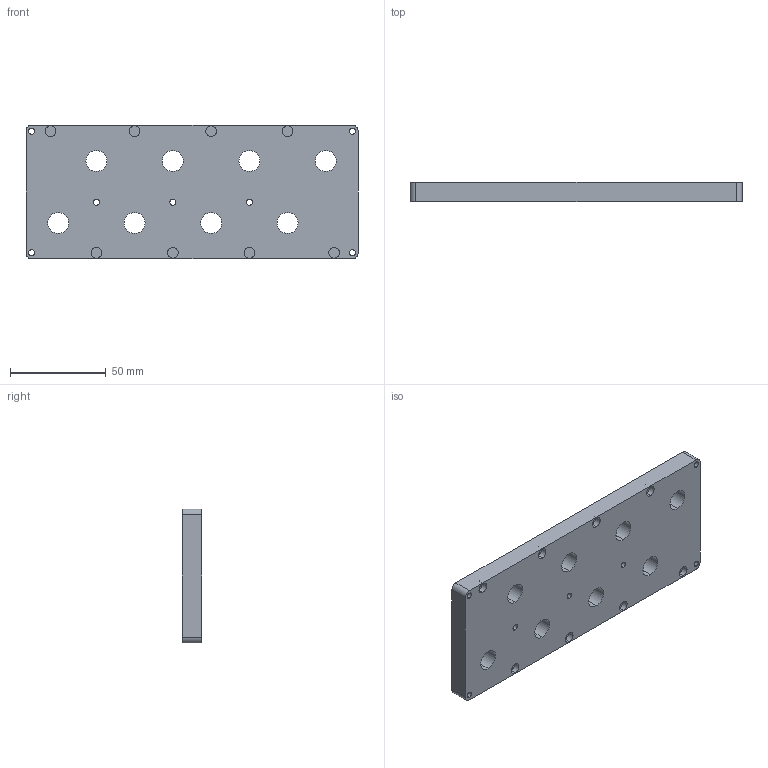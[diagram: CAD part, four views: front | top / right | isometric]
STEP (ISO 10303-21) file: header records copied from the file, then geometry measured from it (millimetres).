
FILE_DESCRIPTION (( 'STEP AP214' ), '1' );
FILE_NAME ('pressure stopper cap.STEP', '2025-09-19T19:24:27', ( '' ), ( '' ), 'SwSTEP 2.0', 'SolidWorks 2025', '' );
FILE_SCHEMA (( 'AUTOMOTIVE_DESIGN' ));
Length unit declared in the file: millimetre
Products named in the file (1): pressure stopper cap
Bounding box: 173.6 x 10 x 70 mm (x, y, z)
Volume: 112296.4 mm3; surface area: 32322.2 mm2
Topology: 1 solids, 1 shells, 430 faces, 1143 edges, 762 vertices
Faces by surface type: plane 190, bspline 190, cylinder 50
Entity records: 22734 total; most frequent: CARTESIAN_POINT 13150, ORIENTED_EDGE 2286, DIRECTION 1345, EDGE_CURVE 1143, VERTEX_POINT 762, VECTOR 663, LINE 663, EDGE_LOOP 507
